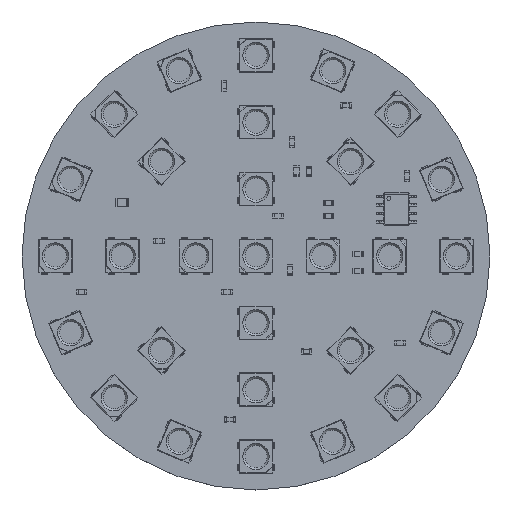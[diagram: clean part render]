
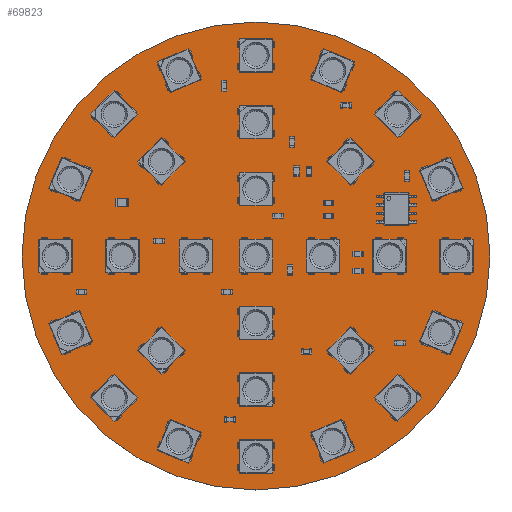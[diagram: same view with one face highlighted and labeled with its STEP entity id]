
A CAD part, top view. The second image highlights one B-rep face of the part: STEP entity #69823.
In plain terms, the highlighted planar face has unit normal (0, 0, 1).
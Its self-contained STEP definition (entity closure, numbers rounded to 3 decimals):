
#69738 = VERTEX_POINT('',#69739);
#69739 = CARTESIAN_POINT('',(135.,-100.,1.6));
#69746 = CYLINDRICAL_SURFACE('',#69747,35.);
#69747 = AXIS2_PLACEMENT_3D('',#69748,#69749,#69750);
#69748 = CARTESIAN_POINT('',(100.,-100.,0.));
#69749 = DIRECTION('',(-0.,-0.,-1.));
#69750 = DIRECTION('',(1.,0.,-0.));
#69765 = EDGE_CURVE('',#69738,#69738,#69766,.T.);
#69766 = SURFACE_CURVE('',#69767,(#69772,#69779),.PCURVE_S1.);
#69767 = CIRCLE('',#69768,35.);
#69768 = AXIS2_PLACEMENT_3D('',#69769,#69770,#69771);
#69769 = CARTESIAN_POINT('',(100.,-100.,1.6));
#69770 = DIRECTION('',(0.,0.,1.));
#69771 = DIRECTION('',(1.,0.,-0.));
#69772 = PCURVE('',#69746,#69773);
#69773 = DEFINITIONAL_REPRESENTATION('',(#69774),#69778);
#69774 = LINE('',#69775,#69776);
#69775 = CARTESIAN_POINT('',(-0.,-1.6));
#69776 = VECTOR('',#69777,1.);
#69777 = DIRECTION('',(-1.,0.));
#69778 = ( GEOMETRIC_REPRESENTATION_CONTEXT(2) 
PARAMETRIC_REPRESENTATION_CONTEXT() REPRESENTATION_CONTEXT('2D SPACE',''
  ) );
#69779 = PCURVE('',#69780,#69785);
#69780 = PLANE('',#69781);
#69781 = AXIS2_PLACEMENT_3D('',#69782,#69783,#69784);
#69782 = CARTESIAN_POINT('',(100.,-100.,1.6));
#69783 = DIRECTION('',(0.,0.,1.));
#69784 = DIRECTION('',(1.,0.,-0.));
#69785 = DEFINITIONAL_REPRESENTATION('',(#69786),#69790);
#69786 = CIRCLE('',#69787,35.);
#69787 = AXIS2_PLACEMENT_2D('',#69788,#69789);
#69788 = CARTESIAN_POINT('',(0.,0.));
#69789 = DIRECTION('',(1.,0.));
#69790 = ( GEOMETRIC_REPRESENTATION_CONTEXT(2) 
PARAMETRIC_REPRESENTATION_CONTEXT() REPRESENTATION_CONTEXT('2D SPACE',''
  ) );
#69823 = ADVANCED_FACE('',(#69824),#69780,.T.);
#69824 = FACE_BOUND('',#69825,.T.);
#69825 = EDGE_LOOP('',(#69826));
#69826 = ORIENTED_EDGE('',*,*,#69765,.T.);
